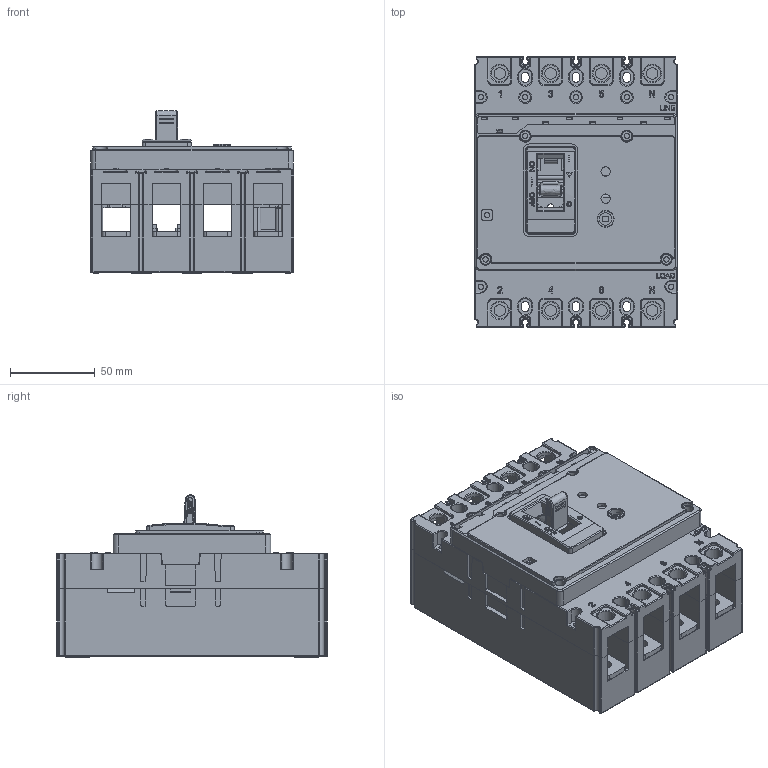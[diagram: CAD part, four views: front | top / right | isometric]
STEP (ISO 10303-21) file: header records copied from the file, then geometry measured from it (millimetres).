
FILE_DESCRIPTION(/* description */ (''),/* implementation_level */ '2;1');
FILE_NAME(/* name */ 'NXMLE-160S 4P.stp',/* time_stamp */ '2020-03-14T13:21:43+08:00',/* author */ (''),/* organization */ (''),/* preprocessor_version */ 'ST-DEVELOPER v11',/* originating_system */ 'SIEMENS PLM Software NX 7.5',/* authorisation */ '');
FILE_SCHEMA (('AUTOMOTIVE_DESIGN { 1 0 10303 214 1 1 1 1 }'));
Products named in the file (1): wyduCFBB5ppq
Bounding box: 120 x 160 x 95.87 mm (x, y, z)
Volume: 460480.4 mm3; surface area: 310449 mm2
Topology: 14 solids, 16 shells, 5551 faces, 15113 edges, 9639 vertices
Faces by surface type: plane 3365, cylinder 1533, torus 187, extrusion 182, sphere 149, cone 72, bspline 63
Full cylindrical faces by diameter (mm): 2.6 x1, 2.9 x4, 3 x8, 3.2 x12, 3.5 x15, 4 x14, 5.2 x4, 5.3 x2, 5.5 x6, 5.8 x4, 6 x2, 6.2 x4, 6.5 x5, 6.8 x8, 7.3 x2, 8 x2, 8.5 x2, 9 x4, 10 x21, 13.5 x8
Entity records: 181197 total; most frequent: CARTESIAN_POINT 41940, ORIENTED_EDGE 29390, DIRECTION 27925, EDGE_CURVE 14695, VECTOR 10605, LINE 10423, VERTEX_POINT 9544, AXIS2_PLACEMENT_3D 8660
